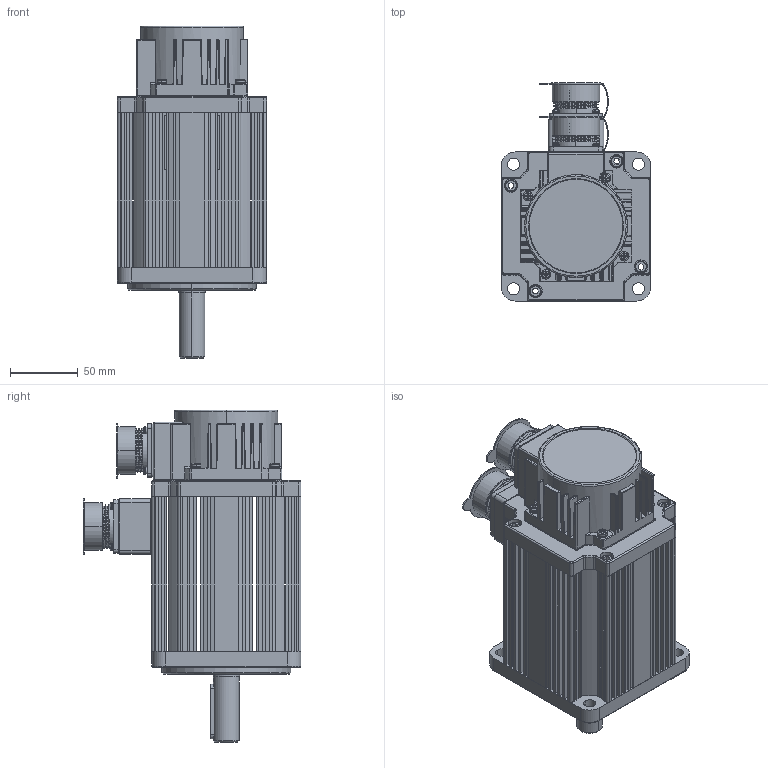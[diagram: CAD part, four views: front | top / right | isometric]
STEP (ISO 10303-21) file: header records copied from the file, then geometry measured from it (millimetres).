
FILE_DESCRIPTION (( 'STEP AP203' ), '1' );
FILE_NAME ('110ST-M04030俋倛芞.STEP', '2024-03-18T01:44:29', ( 'lvbing' ), ( 'WG' ), 'SwSTEP 2.0', 'SolidWorks 2018', '' );
FILE_SCHEMA (( 'CONFIG_CONTROL_DESIGN' ));
Length unit declared in the file: millimetre
Products named in the file (2): 110ST-M04030俋倛芞
Bounding box: 110 x 160.7 x 245 mm (x, y, z)
Surface area: 178139.5 mm2 (no closed solid volume)
Topology: 0 solids, 103 shells, 1130 faces, 3632 edges, 2533 vertices
Faces by surface type: plane 526, cylinder 420, cone 80, torus 74, sphere 20, bspline 10
Entity records: 43884 total; most frequent: CARTESIAN_POINT 12521, DIRECTION 6826, ORIENTED_EDGE 5501, EDGE_CURVE 3606, VERTEX_POINT 2533, AXIS2_PLACEMENT_3D 2434, LINE 1958, VECTOR 1958
